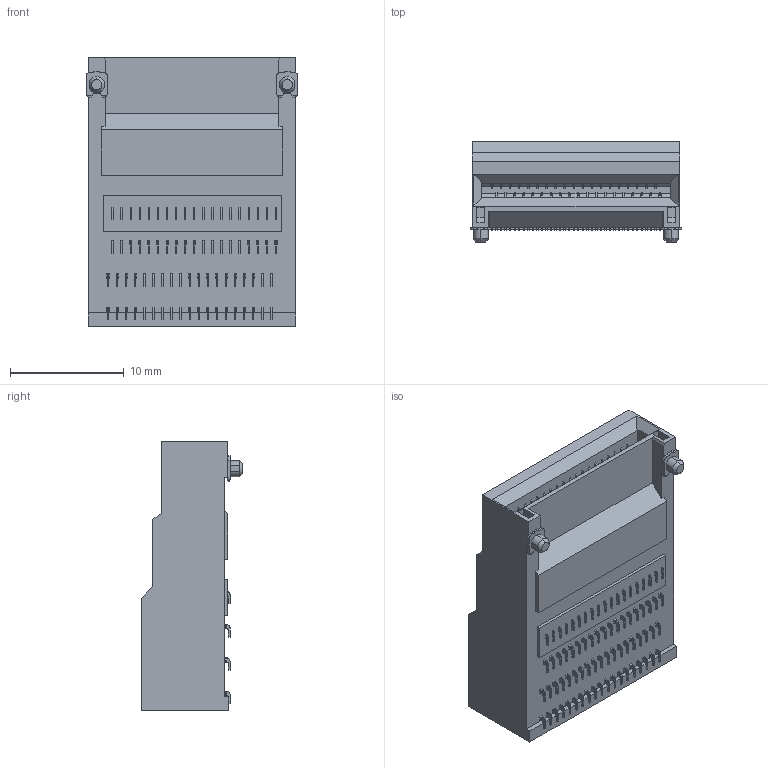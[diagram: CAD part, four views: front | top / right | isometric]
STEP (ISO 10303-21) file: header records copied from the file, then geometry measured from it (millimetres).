
FILE_DESCRIPTION (( 'STEP AP214' ), '1' );
FILE_NAME ('05-00460--A119726-001.STEP', '2020-05-06T11:47:40', ( '' ), ( '' ), 'SwSTEP 2.0', 'SolidWorks 2018', '' );
FILE_SCHEMA (( 'AUTOMOTIVE_DESIGN' ));
Length unit declared in the file: millimetre
Products named in the file (2): 05-00460--A119726-001
Bounding box: 18.66 x 8.9 x 23.7 mm (x, y, z)
Volume: 2535.8 mm3; surface area: 2059.6 mm2
Topology: 1 solids, 1 shells, 2222 faces, 6640 edges, 4426 vertices
Faces by surface type: plane 1660, cylinder 558, cone 4
Entity records: 76147 total; most frequent: CARTESIAN_POINT 14128, ORIENTED_EDGE 13280, DIRECTION 11940, EDGE_CURVE 6640, LINE 5232, VECTOR 5232, VERTEX_POINT 4426, AXIS2_PLACEMENT_3D 3354
